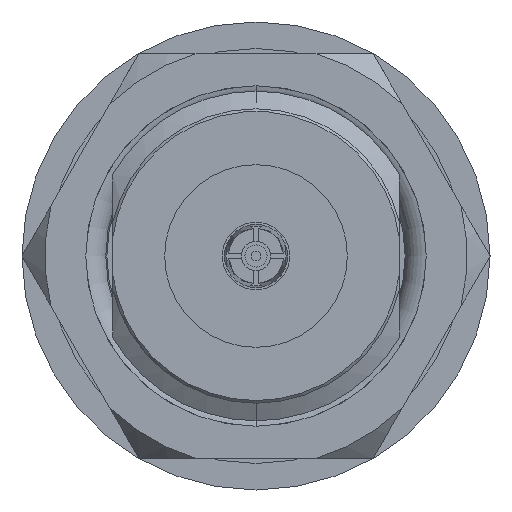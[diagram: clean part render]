
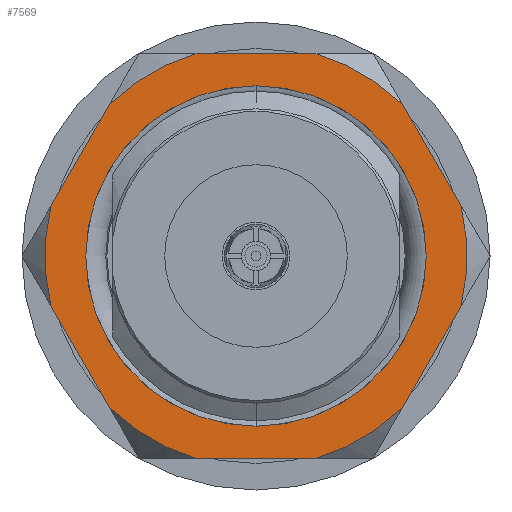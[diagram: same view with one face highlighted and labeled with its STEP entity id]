
A CAD part, left-side view. The second image highlights one B-rep face of the part: STEP entity #7569.
In plain terms, the highlighted face is planar.
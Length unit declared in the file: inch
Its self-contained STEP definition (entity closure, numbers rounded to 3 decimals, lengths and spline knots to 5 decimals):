
#250 = LINE ( 'NONE', #9136, #5748 ) ;
#275 = AXIS2_PLACEMENT_3D ( 'NONE', #11891, #6619, #529 ) ;
#354 = FACE_OUTER_BOUND ( 'NONE', #1779, .T. ) ;
#486 = ORIENTED_EDGE ( 'NONE', *, *, #15677, .F. ) ;
#507 = CIRCLE ( 'NONE', #14820, 0.39056 ) ;
#529 = DIRECTION ( 'NONE',  ( 0., 0., -1. ) ) ;
#596 = VERTEX_POINT ( 'NONE', #16070 ) ;
#640 = CARTESIAN_POINT ( 'NONE',  ( -0.2702, 0.061, -0.28201 ) ) ;
#695 = CARTESIAN_POINT ( 'NONE',  ( 0., 0.061, 0. ) ) ;
#761 = CARTESIAN_POINT ( 'NONE',  ( -0.10913, 0.061, -0.375 ) ) ;
#795 = DIRECTION ( 'NONE',  ( 0., 1., 0. ) ) ;
#902 = DIRECTION ( 'NONE',  ( 0., 1., 0. ) ) ;
#1017 = ORIENTED_EDGE ( 'NONE', *, *, #11589, .F. ) ;
#1032 = AXIS2_PLACEMENT_3D ( 'NONE', #11133, #795, #8311 ) ;
#1052 = DIRECTION ( 'NONE',  ( -1., 0., 0. ) ) ;
#1741 = CARTESIAN_POINT ( 'NONE',  ( -0.37932, 0.061, 0.09299 ) ) ;
#1779 = EDGE_LOOP ( 'NONE', ( #14095, #2264, #11194, #8733, #5600, #13297, #486, #13863, #6480, #4232, #8375, #1017 ) ) ;
#2264 = ORIENTED_EDGE ( 'NONE', *, *, #3461, .F. ) ;
#2804 = LINE ( 'NONE', #5365, #3041 ) ;
#3041 = VECTOR ( 'NONE', #6905, 39.37008 ) ;
#3085 = VERTEX_POINT ( 'NONE', #761 ) ;
#3204 = DIRECTION ( 'NONE',  ( 0.5, 0., 0.866 ) ) ;
#3282 = CARTESIAN_POINT ( 'NONE',  ( -0.21651, 0.061, -0.375 ) ) ;
#3425 = CIRCLE ( 'NONE', #275, 0.39056 ) ;
#3461 = EDGE_CURVE ( 'NONE', #3085, #15343, #18098, .T. ) ;
#3674 = EDGE_CURVE ( 'NONE', #18355, #16918, #17178, .T. ) ;
#3818 = AXIS2_PLACEMENT_3D ( 'NONE', #695, #9437, #16740 ) ;
#3877 = CARTESIAN_POINT ( 'NONE',  ( 0.2702, 0.061, -0.28201 ) ) ;
#4232 = ORIENTED_EDGE ( 'NONE', *, *, #8908, .F. ) ;
#4294 = CARTESIAN_POINT ( 'NONE',  ( 0.37932, 0.061, 0.09299 ) ) ;
#4367 = CARTESIAN_POINT ( 'NONE',  ( 0.10913, 0.061, -0.375 ) ) ;
#4378 = CIRCLE ( 'NONE', #3818, 0.315 ) ;
#4576 = CARTESIAN_POINT ( 'NONE',  ( 0.21651, 0.061, -0.375 ) ) ;
#4664 = CARTESIAN_POINT ( 'NONE',  ( -0.64952, 0.061, 0.375 ) ) ;
#4716 = DIRECTION ( 'NONE',  ( 0.5, 0., 0.866 ) ) ;
#4757 = CARTESIAN_POINT ( 'NONE',  ( 0.10913, 0.061, 0.375 ) ) ;
#5274 = EDGE_CURVE ( 'NONE', #15343, #17273, #12334, .T. ) ;
#5278 = CIRCLE ( 'NONE', #17322, 0.39056 ) ;
#5365 = CARTESIAN_POINT ( 'NONE',  ( 0.43301, 0.061, 0. ) ) ;
#5501 = DIRECTION ( 'NONE',  ( 0., -1., 0. ) ) ;
#5600 = ORIENTED_EDGE ( 'NONE', *, *, #17874, .F. ) ;
#5748 = VECTOR ( 'NONE', #4716, 39.37008 ) ;
#5811 = DIRECTION ( 'NONE',  ( 0., -1., 0. ) ) ;
#6185 = VECTOR ( 'NONE', #9131, 39.37008 ) ;
#6480 = ORIENTED_EDGE ( 'NONE', *, *, #15035, .T. ) ;
#6619 = DIRECTION ( 'NONE',  ( 0., -1., 0. ) ) ;
#6746 = CARTESIAN_POINT ( 'NONE',  ( -0.10913, 0.061, 0.375 ) ) ;
#6905 = DIRECTION ( 'NONE',  ( -0.5, 0., 0.866 ) ) ;
#7464 = LINE ( 'NONE', #4576, #7683 ) ;
#7569 = ADVANCED_FACE ( 'NONE', ( #17537, #354 ), #12031, .F. ) ;
#7683 = VECTOR ( 'NONE', #3204, 39.37008 ) ;
#7687 = CIRCLE ( 'NONE', #17926, 0.39056 ) ;
#7911 = VERTEX_POINT ( 'NONE', #4294 ) ;
#7921 = CARTESIAN_POINT ( 'NONE',  ( 0., 0.061, -0.315 ) ) ;
#8125 = AXIS2_PLACEMENT_3D ( 'NONE', #15996, #5811, #14422 ) ;
#8157 = VERTEX_POINT ( 'NONE', #4757 ) ;
#8251 = CARTESIAN_POINT ( 'NONE',  ( 0.2702, 0.061, 0.28201 ) ) ;
#8261 = CARTESIAN_POINT ( 'NONE',  ( 0., 0.061, 0. ) ) ;
#8311 = DIRECTION ( 'NONE',  ( 0., 0., 1. ) ) ;
#8375 = ORIENTED_EDGE ( 'NONE', *, *, #13385, .F. ) ;
#8733 = ORIENTED_EDGE ( 'NONE', *, *, #3674, .T. ) ;
#8908 = EDGE_CURVE ( 'NONE', #7911, #13938, #2804, .T. ) ;
#9109 = VERTEX_POINT ( 'NONE', #14613 ) ;
#9131 = DIRECTION ( 'NONE',  ( -0.5, 0., 0.866 ) ) ;
#9136 = CARTESIAN_POINT ( 'NONE',  ( -0.43301, 0.061, 0. ) ) ;
#9218 = DIRECTION ( 'NONE',  ( 0., -1., 0. ) ) ;
#9226 = CIRCLE ( 'NONE', #1032, 0.315 ) ;
#9400 = VECTOR ( 'NONE', #14290, 39.37008 ) ;
#9437 = DIRECTION ( 'NONE',  ( 0., 1., 0. ) ) ;
#9448 = VECTOR ( 'NONE', #1052, 39.37008 ) ;
#9753 = DIRECTION ( 'NONE',  ( 0., 0., 1. ) ) ;
#10382 = EDGE_CURVE ( 'NONE', #13241, #9109, #4378, .T. ) ;
#10638 = VERTEX_POINT ( 'NONE', #6746 ) ;
#11133 = CARTESIAN_POINT ( 'NONE',  ( 0., 0.061, 0. ) ) ;
#11194 = ORIENTED_EDGE ( 'NONE', *, *, #18227, .F. ) ;
#11327 = DIRECTION ( 'NONE',  ( 0., 0., -1. ) ) ;
#11480 = CARTESIAN_POINT ( 'NONE',  ( -0.37932, 0.061, -0.09299 ) ) ;
#11589 = EDGE_CURVE ( 'NONE', #17273, #12725, #7464, .T. ) ;
#11808 = AXIS2_PLACEMENT_3D ( 'NONE', #4664, #9218, #14896 ) ;
#11891 = CARTESIAN_POINT ( 'NONE',  ( 0., 0.061, 0. ) ) ;
#12031 = PLANE ( 'NONE',  #11808 ) ;
#12334 = CIRCLE ( 'NONE', #8125, 0.39056 ) ;
#12672 = ORIENTED_EDGE ( 'NONE', *, *, #10382, .F. ) ;
#12693 = CARTESIAN_POINT ( 'NONE',  ( 0., 0.061, 0. ) ) ;
#12715 = CARTESIAN_POINT ( 'NONE',  ( 0.37932, 0.061, -0.09299 ) ) ;
#12725 = VERTEX_POINT ( 'NONE', #12715 ) ;
#12728 = EDGE_CURVE ( 'NONE', #8157, #10638, #14955, .T. ) ;
#12783 = EDGE_CURVE ( 'NONE', #9109, #13241, #9226, .T. ) ;
#12869 = DIRECTION ( 'NONE',  ( 0., -1., 0. ) ) ;
#12926 = DIRECTION ( 'NONE',  ( 0., 0., -1. ) ) ;
#13241 = VERTEX_POINT ( 'NONE', #7921 ) ;
#13297 = ORIENTED_EDGE ( 'NONE', *, *, #18163, .T. ) ;
#13367 = ORIENTED_EDGE ( 'NONE', *, *, #12783, .F. ) ;
#13385 = EDGE_CURVE ( 'NONE', #12725, #7911, #15151, .T. ) ;
#13863 = ORIENTED_EDGE ( 'NONE', *, *, #12728, .F. ) ;
#13938 = VERTEX_POINT ( 'NONE', #8251 ) ;
#14095 = ORIENTED_EDGE ( 'NONE', *, *, #5274, .F. ) ;
#14290 = DIRECTION ( 'NONE',  ( 1., 0., 0. ) ) ;
#14422 = DIRECTION ( 'NONE',  ( 0., 0., -1. ) ) ;
#14613 = CARTESIAN_POINT ( 'NONE',  ( 0., 0.061, 0.315 ) ) ;
#14820 = AXIS2_PLACEMENT_3D ( 'NONE', #12693, #902, #9753 ) ;
#14896 = DIRECTION ( 'NONE',  ( 0., 0., -1. ) ) ;
#14955 = LINE ( 'NONE', #17149, #9448 ) ;
#15035 = EDGE_CURVE ( 'NONE', #8157, #13938, #507, .T. ) ;
#15151 = CIRCLE ( 'NONE', #17018, 0.39056 ) ;
#15343 = VERTEX_POINT ( 'NONE', #4367 ) ;
#15458 = VERTEX_POINT ( 'NONE', #1741 ) ;
#15660 = CARTESIAN_POINT ( 'NONE',  ( 0., 0.061, 0. ) ) ;
#15677 = EDGE_CURVE ( 'NONE', #10638, #596, #7687, .T. ) ;
#15750 = DIRECTION ( 'NONE',  ( 0., 0., -1. ) ) ;
#15972 = EDGE_LOOP ( 'NONE', ( #13367, #12672 ) ) ;
#15996 = CARTESIAN_POINT ( 'NONE',  ( 0., 0.061, 0. ) ) ;
#16027 = CARTESIAN_POINT ( 'NONE',  ( 0., 0.061, 0. ) ) ;
#16070 = CARTESIAN_POINT ( 'NONE',  ( -0.2702, 0.061, 0.28201 ) ) ;
#16740 = DIRECTION ( 'NONE',  ( 0., 0., 1. ) ) ;
#16918 = VERTEX_POINT ( 'NONE', #11480 ) ;
#17018 = AXIS2_PLACEMENT_3D ( 'NONE', #16027, #12869, #12926 ) ;
#17149 = CARTESIAN_POINT ( 'NONE',  ( 0.21651, 0.061, 0.375 ) ) ;
#17178 = LINE ( 'NONE', #3282, #6185 ) ;
#17269 = CARTESIAN_POINT ( 'NONE',  ( -0.21651, 0.061, -0.375 ) ) ;
#17273 = VERTEX_POINT ( 'NONE', #3877 ) ;
#17322 = AXIS2_PLACEMENT_3D ( 'NONE', #15660, #17390, #11327 ) ;
#17390 = DIRECTION ( 'NONE',  ( 0., -1., 0. ) ) ;
#17537 = FACE_BOUND ( 'NONE', #15972, .T. ) ;
#17874 = EDGE_CURVE ( 'NONE', #15458, #16918, #5278, .T. ) ;
#17926 = AXIS2_PLACEMENT_3D ( 'NONE', #8261, #5501, #15750 ) ;
#18098 = LINE ( 'NONE', #17269, #9400 ) ;
#18163 = EDGE_CURVE ( 'NONE', #15458, #596, #250, .T. ) ;
#18227 = EDGE_CURVE ( 'NONE', #18355, #3085, #3425, .T. ) ;
#18355 = VERTEX_POINT ( 'NONE', #640 ) ;
